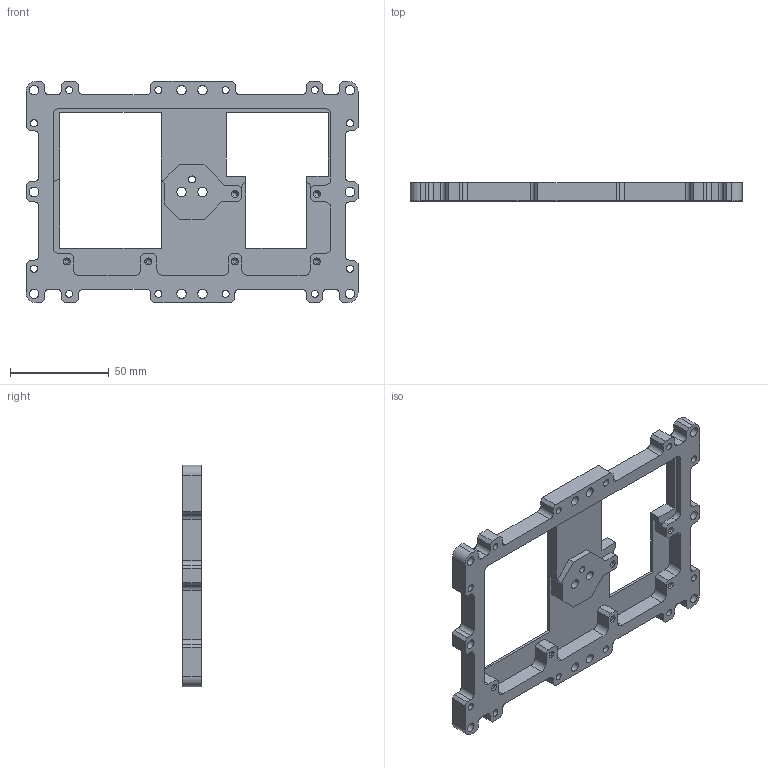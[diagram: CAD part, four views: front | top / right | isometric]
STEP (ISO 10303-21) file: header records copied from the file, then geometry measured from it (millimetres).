
FILE_DESCRIPTION(/* description */ (''),/* implementation_level */ '2;1');
FILE_NAME(/* name */ '2004919E-inserts-PLATE, ADAPTER.step',/* time_stamp */ '2020-11-14T21:18:25-06:00',/* author */ (''),/* organization */ (''),/* preprocessor_version */ 'ST-DEVELOPER v18.1',/* originating_system */ 'Autodesk Translation Framework v9.3.0.1241',/* authorisation */ '');
FILE_SCHEMA (('AUTOMOTIVE_DESIGN { 1 0 10303 214 3 1 1 }'));
Length unit declared in the file: inch
Products named in the file (2): 2004919E-inserts-PLATE, ADAPTER; 2004919E
Assembly tree (1 placements, depth 2):
  2004919E-inserts-PLATE, ADAPTER
    2004919E
Bounding box: 168.15 x 9.14 x 112.27 mm (x, y, z)
Volume: 65990.1 mm3; surface area: 35199.5 mm2
Topology: 1 solids, 1 shells, 221 faces, 648 edges, 428 vertices
Faces by surface type: plane 134, cylinder 75, cone 12
Full cylindrical faces by diameter (mm): 2.271 x6, 3.556 x13, 4.762 x12
Entity records: 7463 total; most frequent: CARTESIAN_POINT 1294, ORIENTED_EDGE 1284, DIRECTION 1247, EDGE_CURVE 642, LINE 485, VECTOR 485, VERTEX_POINT 428, AXIS2_PLACEMENT_3D 381
